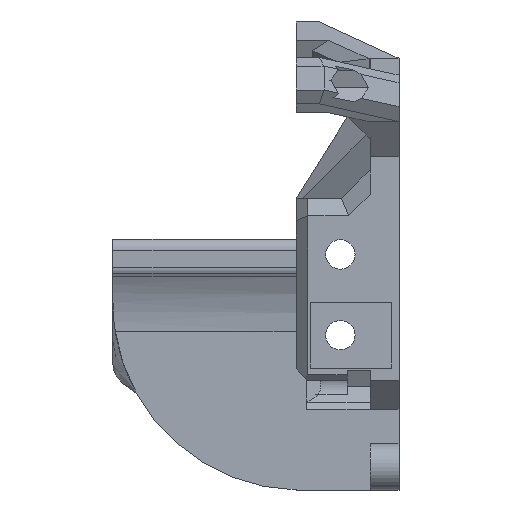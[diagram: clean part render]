
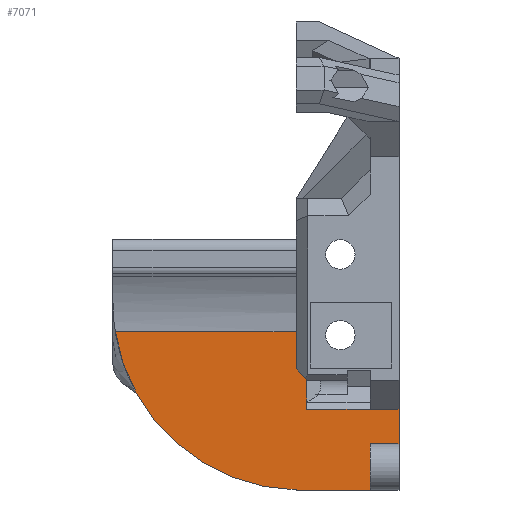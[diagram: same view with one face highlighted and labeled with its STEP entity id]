
A CAD part, left-side view. The second image highlights one B-rep face of the part: STEP entity #7071.
In plain terms, the highlighted planar face has unit normal (-1, 0, 0).
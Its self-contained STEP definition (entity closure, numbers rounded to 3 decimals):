
#268=CIRCLE('',#7215,32.55);
#578=PLANE('',#7496);
#976=FACE_OUTER_BOUND('',#1373,.T.);
#1373=EDGE_LOOP('',(#6291,#6292,#6293,#6294,#6295,#6296,#6297,#6298,#6299,
#6300,#6301,#6302,#6303));
#1609=LINE('',#9621,#2383);
#1613=LINE('',#9628,#2387);
#1614=LINE('',#9631,#2388);
#1618=LINE('',#9642,#2392);
#1623=LINE('',#9655,#2397);
#1858=LINE('',#10932,#2632);
#2021=LINE('',#11276,#2795);
#2080=LINE('',#11414,#2854);
#2081=LINE('',#11416,#2855);
#2137=LINE('',#12077,#2911);
#2138=LINE('',#12078,#2912);
#2139=LINE('',#12079,#2913);
#2383=VECTOR('',#7890,10.);
#2387=VECTOR('',#7896,10.);
#2388=VECTOR('',#7899,10.);
#2392=VECTOR('',#7907,1000.);
#2397=VECTOR('',#7920,1000.);
#2632=VECTOR('',#8313,10.);
#2795=VECTOR('',#8630,1000.);
#2854=VECTOR('',#8781,10.);
#2855=VECTOR('',#8784,10.);
#2911=VECTOR('',#8974,10.);
#2912=VECTOR('',#8975,1000.);
#2913=VECTOR('',#8976,10.);
#3049=VERTEX_POINT('',#9283);
#3164=VERTEX_POINT('',#9601);
#3165=VERTEX_POINT('',#9603);
#3169=VERTEX_POINT('',#9618);
#3172=VERTEX_POINT('',#9626);
#3173=VERTEX_POINT('',#9630);
#3177=VERTEX_POINT('',#9639);
#3178=VERTEX_POINT('',#9641);
#3182=VERTEX_POINT('',#9653);
#3413=VERTEX_POINT('',#10922);
#3417=VERTEX_POINT('',#10930);
#3521=VERTEX_POINT('',#11275);
#3630=VERTEX_POINT('',#12076);
#3874=EDGE_CURVE('',#3164,#3165,#268,.T.);
#3880=EDGE_CURVE('',#3164,#3169,#1609,.T.);
#3884=EDGE_CURVE('',#3172,#3169,#1613,.T.);
#3885=EDGE_CURVE('',#3049,#3173,#1614,.T.);
#3890=EDGE_CURVE('',#3177,#3178,#1618,.T.);
#3897=EDGE_CURVE('',#3182,#3177,#1623,.T.);
#4241=EDGE_CURVE('',#3417,#3413,#1858,.T.);
#4411=EDGE_CURVE('',#3521,#3049,#2021,.T.);
#4481=EDGE_CURVE('',#3178,#3172,#2080,.T.);
#4482=EDGE_CURVE('',#3413,#3173,#2081,.T.);
#4595=EDGE_CURVE('',#3165,#3630,#2137,.T.);
#4596=EDGE_CURVE('',#3521,#3182,#2138,.T.);
#4597=EDGE_CURVE('',#3630,#3417,#2139,.T.);
#6291=ORIENTED_EDGE('',*,*,#4595,.F.);
#6292=ORIENTED_EDGE('',*,*,#3874,.F.);
#6293=ORIENTED_EDGE('',*,*,#3880,.T.);
#6294=ORIENTED_EDGE('',*,*,#3884,.F.);
#6295=ORIENTED_EDGE('',*,*,#4481,.F.);
#6296=ORIENTED_EDGE('',*,*,#3890,.F.);
#6297=ORIENTED_EDGE('',*,*,#3897,.F.);
#6298=ORIENTED_EDGE('',*,*,#4596,.F.);
#6299=ORIENTED_EDGE('',*,*,#4411,.T.);
#6300=ORIENTED_EDGE('',*,*,#3885,.T.);
#6301=ORIENTED_EDGE('',*,*,#4482,.F.);
#6302=ORIENTED_EDGE('',*,*,#4241,.F.);
#6303=ORIENTED_EDGE('',*,*,#4597,.F.);
#7071=ADVANCED_FACE('',(#976),#578,.F.);
#7215=AXIS2_PLACEMENT_3D('',#9604,#7880,#7881);
#7496=AXIS2_PLACEMENT_3D('',#12075,#8972,#8973);
#7880=DIRECTION('center_axis',(1.,0.,0.));
#7881=DIRECTION('ref_axis',(0.,0.,-1.));
#7890=DIRECTION('',(0.,-1.,0.));
#7896=DIRECTION('',(0.,0.,1.));
#7899=DIRECTION('',(0.,1.,0.));
#7907=DIRECTION('',(0.,0.,-1.));
#7920=DIRECTION('',(0.,1.,0.));
#8313=DIRECTION('',(0.,-0.707,-0.707));
#8630=DIRECTION('',(0.,1.,0.));
#8781=DIRECTION('',(0.,1.,0.));
#8784=DIRECTION('',(0.,0.,-1.));
#8972=DIRECTION('center_axis',(1.,0.,0.));
#8973=DIRECTION('ref_axis',(0.,0.,-1.));
#8974=DIRECTION('',(0.,-1.,0.));
#8975=DIRECTION('',(0.,0.,-1.));
#8976=DIRECTION('',(0.,0.,-1.));
#9283=CARTESIAN_POINT('',(-17.05,0.,-28.5));
#9601=CARTESIAN_POINT('',(-17.05,12.86,-42.49));
#9603=CARTESIAN_POINT('',(-17.05,44.207,-15.055));
#9604=CARTESIAN_POINT('Origin',(-17.05,12.06,-9.95));
#9618=CARTESIAN_POINT('',(-17.05,12.85,-42.49));
#9621=CARTESIAN_POINT('',(-17.05,12.86,-42.49));
#9626=CARTESIAN_POINT('',(-17.05,12.85,-42.5));
#9628=CARTESIAN_POINT('',(-17.05,12.85,-19.25));
#9630=CARTESIAN_POINT('',(-17.05,11.017,-28.5));
#9631=CARTESIAN_POINT('',(-17.05,-0.5,-28.5));
#9639=CARTESIAN_POINT('',(-17.05,0.,-34.5));
#9641=CARTESIAN_POINT('',(-17.05,0.,-42.5));
#9642=CARTESIAN_POINT('',(-17.05,0.,-33.));
#9653=CARTESIAN_POINT('',(-17.05,-5.,-34.5));
#9655=CARTESIAN_POINT('',(-17.05,-5.,-34.5));
#10922=CARTESIAN_POINT('',(-17.05,11.017,-23.333));
#10930=CARTESIAN_POINT('',(-17.05,12.85,-21.5));
#10932=CARTESIAN_POINT('',(-17.05,10.869,-23.481));
#11275=CARTESIAN_POINT('',(-17.05,-5.,-28.5));
#11276=CARTESIAN_POINT('',(-17.05,-5.,-28.5));
#11414=CARTESIAN_POINT('',(-17.05,-5.,-42.5));
#11416=CARTESIAN_POINT('',(-17.05,11.017,-26.067));
#12075=CARTESIAN_POINT('Origin',(-17.05,-5.79,-31.5));
#12076=CARTESIAN_POINT('',(-17.05,12.85,-15.055));
#12077=CARTESIAN_POINT('',(-17.05,18.225,-15.055));
#12078=CARTESIAN_POINT('',(-17.05,-5.,-31.5));
#12079=CARTESIAN_POINT('',(-17.05,12.85,-8.838));
